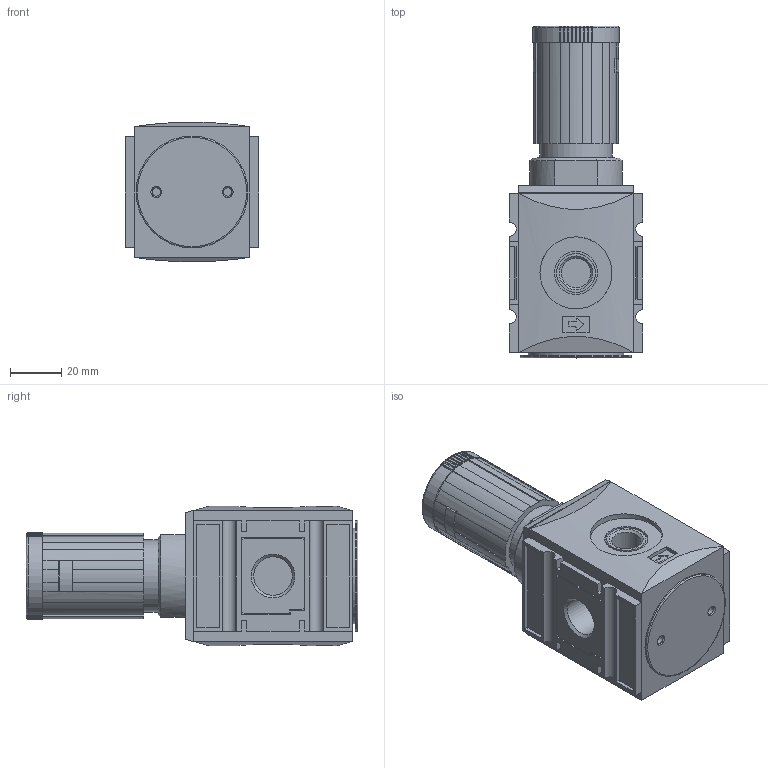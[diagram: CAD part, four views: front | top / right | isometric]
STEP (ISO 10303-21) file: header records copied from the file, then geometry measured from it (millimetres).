
FILE_DESCRIPTION(/* description */ ('STEP AP214'),/* implementation_level */ '2;1');
FILE_NAME(/* name */ '029827',/* time_stamp */ '2026-03-16T13:16:53+01:00',/* author */ ('License CC BY-ND 4.0'),/* organization */ ('CADENAS'),/* preprocessor_version */ 'ST-DEVELOPER v20',/* originating_system */ 'PARTsolutions',/* authorisation */ ' ');
FILE_SCHEMA (('AUTOMOTIVE_DESIGN {1 0 10303 214 3 1 1}'));
Length unit declared in the file: millimetre
Products named in the file (3): 029827; FU 7110G 3/8000-1; FU 7110-3
Assembly tree (2 placements, depth 2):
  029827
    FU 7110G 3/8000-1
    FU 7110-3
Bounding box: 52 x 129 x 54.19 mm (x, y, z)
Volume: 213913.3 mm3; surface area: 34760 mm2
Topology: 2 solids, 3 shells, 446 faces, 1175 edges, 771 vertices
Faces by surface type: plane 298, cylinder 116, torus 21, cone 11
Full cylindrical faces by diameter (mm): 3.2 x2, 11.445 x2, 14.95 x2, 15.1 x1, 16.5 x1, 16.8 x2, 28 x3, 36 x1, 37.2 x1, 43.5 x1
Entity records: 16828 total; most frequent: CARTESIAN_POINT 2421, DIRECTION 2420, ORIENTED_EDGE 2276, EDGE_CURVE 1138, AXIS2_PLACEMENT_3D 845, VERTEX_POINT 762, LINE 730, VECTOR 730
